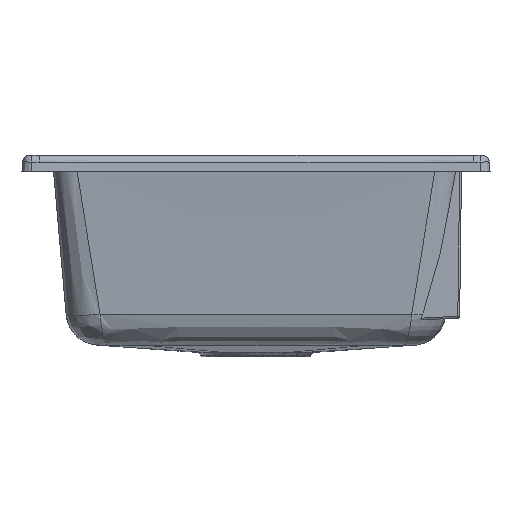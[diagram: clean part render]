
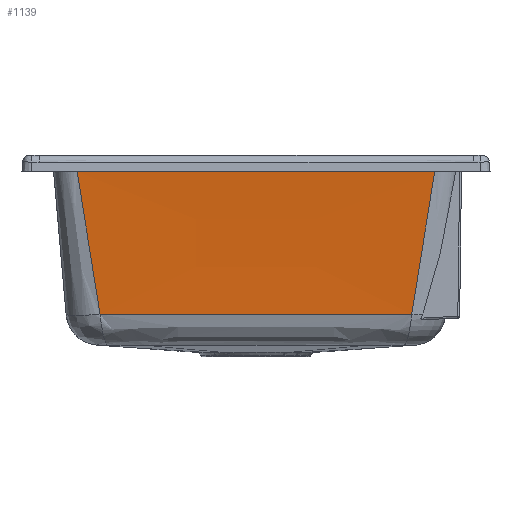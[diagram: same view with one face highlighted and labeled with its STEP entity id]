
A CAD part, left-side view. The second image highlights one B-rep face of the part: STEP entity #1139.
In plain terms, the highlighted free-form (B-spline) face has degree [3, 3] with [4, 4] control points.
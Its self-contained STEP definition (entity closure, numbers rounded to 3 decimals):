
#332=B_SPLINE_SURFACE_WITH_KNOTS('',3,3,((#20134,#20135,#20136,#20137),
(#20138,#20139,#20140,#20141),(#20142,#20143,#20144,#20145),(#20146,#20147,
#20148,#20149)),.UNSPECIFIED.,.F.,.F.,.F.,(4,4),(4,4),(0.,1.),(0.,1.),
 .UNSPECIFIED.);
#517=B_SPLINE_CURVE_WITH_KNOTS('',3,(#11783,#11784,#11785,#11786),
 .UNSPECIFIED.,.F.,.F.,(4,4),(0.,1.),.UNSPECIFIED.);
#666=B_SPLINE_CURVE_WITH_KNOTS('',3,(#15867,#15868,#15869,#15870),
 .UNSPECIFIED.,.F.,.F.,(4,4),(0.,1.),.UNSPECIFIED.);
#718=B_SPLINE_CURVE_WITH_KNOTS('',3,(#20126,#20127,#20128,#20129),
 .UNSPECIFIED.,.F.,.F.,(4,4),(0.,1.),.UNSPECIFIED.);
#719=B_SPLINE_CURVE_WITH_KNOTS('',3,(#20130,#20131,#20132,#20133),
 .UNSPECIFIED.,.F.,.F.,(4,4),(0.,1.),.UNSPECIFIED.);
#1139=ADVANCED_FACE('',(#1636),#332,.T.);
#1636=FACE_OUTER_BOUND('',#1976,.T.);
#1976=EDGE_LOOP('',(#3110,#3111,#3112,#3113));
#3110=ORIENTED_EDGE('',*,*,#4562,.T.);
#3111=ORIENTED_EDGE('',*,*,#4809,.F.);
#3112=ORIENTED_EDGE('',*,*,#4749,.T.);
#3113=ORIENTED_EDGE('',*,*,#4810,.F.);
#3935=VERTEX_POINT('',#11787);
#3936=VERTEX_POINT('',#11788);
#4072=VERTEX_POINT('',#15871);
#4073=VERTEX_POINT('',#15872);
#4562=EDGE_CURVE('',#3935,#3936,#517,.T.);
#4749=EDGE_CURVE('',#4072,#4073,#666,.T.);
#4809=EDGE_CURVE('',#4072,#3936,#718,.T.);
#4810=EDGE_CURVE('',#3935,#4073,#719,.T.);
#11783=CARTESIAN_POINT('',(-545.838,-195.026,-18.));
#11784=CARTESIAN_POINT('',(-544.543,-64.957,-18.));
#11785=CARTESIAN_POINT('',(-544.544,65.124,-18.));
#11786=CARTESIAN_POINT('',(-545.84,195.193,-18.));
#11787=CARTESIAN_POINT('',(-545.838,-195.028,-18.));
#11788=CARTESIAN_POINT('',(-545.84,195.192,-18.));
#15867=CARTESIAN_POINT('',(-531.98,170.118,-173.741));
#15868=CARTESIAN_POINT('',(-530.996,56.791,-173.741));
#15869=CARTESIAN_POINT('',(-530.996,-56.545,-173.741));
#15870=CARTESIAN_POINT('',(-531.978,-169.872,-173.741));
#15871=CARTESIAN_POINT('',(-531.98,170.118,-173.741));
#15872=CARTESIAN_POINT('',(-531.978,-169.872,-173.741));
#20126=CARTESIAN_POINT('',(-531.98,170.118,-173.741));
#20127=CARTESIAN_POINT('',(-536.595,178.471,-121.827));
#20128=CARTESIAN_POINT('',(-541.215,186.829,-69.913));
#20129=CARTESIAN_POINT('',(-545.84,195.191,-18.));
#20130=CARTESIAN_POINT('',(-545.838,-195.024,-18.));
#20131=CARTESIAN_POINT('',(-541.213,-186.635,-69.913));
#20132=CARTESIAN_POINT('',(-536.593,-178.251,-121.827));
#20133=CARTESIAN_POINT('',(-531.978,-169.872,-173.741));
#20134=CARTESIAN_POINT('',(-532.25,-198.779,-173.741));
#20135=CARTESIAN_POINT('',(-530.905,-66.21,-173.741));
#20136=CARTESIAN_POINT('',(-530.906,66.372,-173.741));
#20137=CARTESIAN_POINT('',(-532.252,198.942,-173.741));
#20138=CARTESIAN_POINT('',(-537.044,-198.779,-118.947));
#20139=CARTESIAN_POINT('',(-535.699,-66.21,-118.947));
#20140=CARTESIAN_POINT('',(-535.699,66.372,-118.947));
#20141=CARTESIAN_POINT('',(-537.046,198.942,-118.947));
#20142=CARTESIAN_POINT('',(-541.838,-198.779,-64.153));
#20143=CARTESIAN_POINT('',(-540.493,-66.21,-64.153));
#20144=CARTESIAN_POINT('',(-540.493,66.372,-64.153));
#20145=CARTESIAN_POINT('',(-541.84,198.942,-64.153));
#20146=CARTESIAN_POINT('',(-546.632,-198.779,-9.359));
#20147=CARTESIAN_POINT('',(-545.287,-66.21,-9.36));
#20148=CARTESIAN_POINT('',(-545.287,66.372,-9.36));
#20149=CARTESIAN_POINT('',(-546.634,198.942,-9.359));
